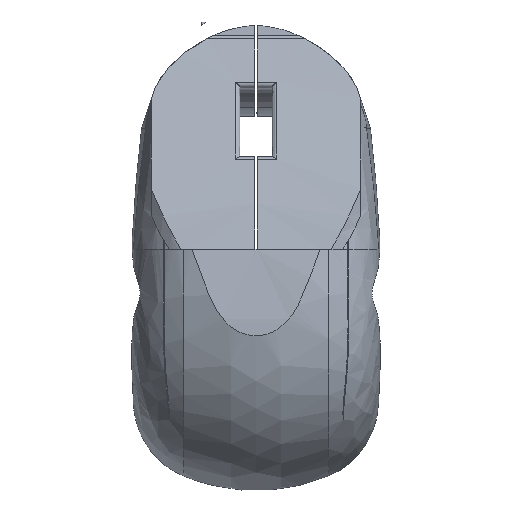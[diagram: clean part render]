
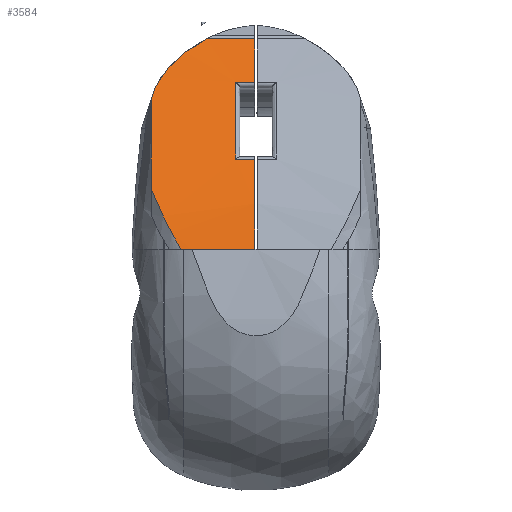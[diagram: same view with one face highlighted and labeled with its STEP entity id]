
A CAD part, top view. The second image highlights one B-rep face of the part: STEP entity #3584.
In plain terms, the highlighted free-form (B-spline) face has degree [3, 1] with [11, 2] control points.
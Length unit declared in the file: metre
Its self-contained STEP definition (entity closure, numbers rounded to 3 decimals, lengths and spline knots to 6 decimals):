
#26=B_SPLINE_SURFACE_WITH_KNOTS('',3,1,((#9488,#9489),(#9490,#9491),(#9492,
#9493),(#9494,#9495),(#9496,#9497),(#9498,#9499),(#9500,#9501),(#9502,#9503),
(#9504,#9505),(#9506,#9507),(#9508,#9509)),.SURF_OF_LINEAR_EXTRUSION.,.F.,
 .F.,.F.,(4,1,1,1,1,1,1,1,4),(2,2),(0.,0.120731,0.241462,
0.362193,0.482925,0.603656,0.724387,
0.845118,0.965849),(0.,1.),.UNSPECIFIED.);
#229=B_SPLINE_CURVE_WITH_KNOTS('',3,(#9335,#9336,#9337,#9338),
 .UNSPECIFIED.,.F.,.F.,(4,4),(0.,0.021341),.UNSPECIFIED.);
#236=B_SPLINE_CURVE_WITH_KNOTS('',3,(#9419,#9420,#9421,#9422,#9423,#9424),
 .UNSPECIFIED.,.F.,.F.,(4,1,1,4),(0.,0.345779,0.730302,
0.990133),.UNSPECIFIED.);
#240=B_SPLINE_CURVE_WITH_KNOTS('',3,(#9510,#9511,#9512,#9513,#9514,#9515),
 .UNSPECIFIED.,.F.,.F.,(4,1,1,4),(0.,0.345779,0.730302,
0.990133),.UNSPECIFIED.);
#241=B_SPLINE_CURVE_WITH_KNOTS('',3,(#9519,#9520,#9521,#9522,#9523,#9524,
#9525,#9526,#9527),.UNSPECIFIED.,.F.,.F.,(4,1,1,1,1,1,4),(0.001275,
0.006027,0.008403,0.010779,0.013155,
0.015531,0.020283),.UNSPECIFIED.);
#242=B_SPLINE_CURVE_WITH_KNOTS('',3,(#9529,#9530,#9531,#9532),
 .UNSPECIFIED.,.F.,.F.,(4,4),(0.,0.003015),.UNSPECIFIED.);
#243=B_SPLINE_CURVE_WITH_KNOTS('',3,(#9534,#9535,#9536,#9537,#9538,#9539),
 .UNSPECIFIED.,.F.,.F.,(4,1,1,4),(0.,0.345779,0.730302,
0.990133),.UNSPECIFIED.);
#244=B_SPLINE_CURVE_WITH_KNOTS('',3,(#9541,#9542,#9543,#9544,#9545),
 .UNSPECIFIED.,.F.,.F.,(4,1,4),(0.,0.008836,0.017672),
 .UNSPECIFIED.);
#245=B_SPLINE_CURVE_WITH_KNOTS('',3,(#9549,#9550,#9551,#9552),
 .UNSPECIFIED.,.F.,.F.,(4,4),(0.,0.000006),.UNSPECIFIED.);
#712=ORIENTED_EDGE('',*,*,#1703,.T.);
#713=ORIENTED_EDGE('',*,*,#1682,.T.);
#714=ORIENTED_EDGE('',*,*,#1679,.T.);
#715=ORIENTED_EDGE('',*,*,#1689,.T.);
#716=ORIENTED_EDGE('',*,*,#1729,.T.);
#717=ORIENTED_EDGE('',*,*,#1730,.F.);
#718=ORIENTED_EDGE('',*,*,#1731,.T.);
#719=ORIENTED_EDGE('',*,*,#1732,.T.);
#720=ORIENTED_EDGE('',*,*,#1733,.F.);
#721=ORIENTED_EDGE('',*,*,#1734,.T.);
#722=ORIENTED_EDGE('',*,*,#1735,.F.);
#723=ORIENTED_EDGE('',*,*,#1736,.T.);
#724=ORIENTED_EDGE('',*,*,#1737,.F.);
#1679=EDGE_CURVE('',#2190,#2188,#229,.T.);
#1682=EDGE_CURVE('',#2192,#2190,#2482,.T.);
#1689=EDGE_CURVE('',#2188,#2197,#2485,.F.);
#1703=EDGE_CURVE('',#2209,#2192,#236,.T.);
#1729=EDGE_CURVE('',#2197,#2230,#240,.T.);
#1730=EDGE_CURVE('',#2231,#2230,#2508,.F.);
#1731=EDGE_CURVE('',#2231,#2232,#241,.T.);
#1732=EDGE_CURVE('',#2232,#2233,#242,.T.);
#1733=EDGE_CURVE('',#2234,#2233,#243,.T.);
#1734=EDGE_CURVE('',#2234,#2235,#244,.T.);
#1735=EDGE_CURVE('',#2236,#2235,#2509,.T.);
#1736=EDGE_CURVE('',#2236,#2237,#245,.T.);
#1737=EDGE_CURVE('',#2209,#2237,#2510,.T.);
#2188=VERTEX_POINT('',#9333);
#2190=VERTEX_POINT('',#9339);
#2192=VERTEX_POINT('',#9352);
#2197=VERTEX_POINT('',#9364);
#2209=VERTEX_POINT('',#9425);
#2230=VERTEX_POINT('',#9516);
#2231=VERTEX_POINT('',#9518);
#2232=VERTEX_POINT('',#9528);
#2233=VERTEX_POINT('',#9533);
#2234=VERTEX_POINT('',#9540);
#2235=VERTEX_POINT('',#9546);
#2236=VERTEX_POINT('',#9548);
#2237=VERTEX_POINT('',#9553);
#2482=LINE('',#9351,#2765);
#2485=LINE('',#9365,#2768);
#2508=LINE('',#9517,#2791);
#2509=LINE('',#9547,#2792);
#2510=LINE('',#9554,#2793);
#2765=VECTOR('',#4245,1.);
#2768=VECTOR('',#4258,1.);
#2791=VECTOR('',#4313,1.);
#2792=VECTOR('',#4314,1.);
#2793=VECTOR('',#4315,1.);
#3040=EDGE_LOOP('',(#712,#713,#714,#715,#716,#717,#718,#719,#720,#721,#722,
#723,#724));
#3248=FACE_BOUND('',#3040,.T.);
#3584=ADVANCED_FACE('',(#3248),#26,.T.);
#4245=DIRECTION('',(-1.,0.,0.));
#4258=DIRECTION('',(-1.,0.,0.));
#4313=DIRECTION('',(-1.,0.,0.));
#4314=DIRECTION('',(-1.,0.,0.));
#4315=DIRECTION('',(-1.,0.,0.));
#9333=CARTESIAN_POINT('',(-0.005,0.041578,0.01224));
#9335=CARTESIAN_POINT('',(-0.005,0.022447,0.021696));
#9336=CARTESIAN_POINT('',(-0.005,0.028818,0.018532));
#9337=CARTESIAN_POINT('',(-0.005,0.035148,0.015284));
#9338=CARTESIAN_POINT('',(-0.005,0.041578,0.01224));
#9339=CARTESIAN_POINT('',(-0.005,0.022447,0.021696));
#9351=CARTESIAN_POINT('',(-0.00025,0.022447,0.021696));
#9352=CARTESIAN_POINT('',(-0.00025,0.022447,0.021696));
#9364=CARTESIAN_POINT('',(-0.00025,0.041578,0.01224));
#9365=CARTESIAN_POINT('',(-0.005,0.041578,0.01224));
#9419=CARTESIAN_POINT('',(-0.00025,0.,0.030908));
#9420=CARTESIAN_POINT('',(-0.00025,0.007181,0.028983));
#9421=CARTESIAN_POINT('',(-0.00025,0.018718,0.023745));
#9422=CARTESIAN_POINT('',(-0.00025,0.040181,0.012649));
#9423=CARTESIAN_POINT('',(-0.00025,0.051122,0.007902));
#9424=CARTESIAN_POINT('',(-0.00025,0.052857,0.006832));
#9425=CARTESIAN_POINT('',(-0.00025,0.000005,0.030906));
#9488=CARTESIAN_POINT('',(-0.00025,0.,0.030908));
#9489=CARTESIAN_POINT('',(-0.026,0.,0.030908));
#9490=CARTESIAN_POINT('',(-0.00025,0.002507,0.030235));
#9491=CARTESIAN_POINT('',(-0.026,0.002507,0.030235));
#9492=CARTESIAN_POINT('',(-0.00025,0.007104,0.028756));
#9493=CARTESIAN_POINT('',(-0.026,0.007104,0.028756));
#9494=CARTESIAN_POINT('',(-0.00025,0.01342,0.026105));
#9495=CARTESIAN_POINT('',(-0.026,0.01342,0.026105));
#9496=CARTESIAN_POINT('',(-0.00025,0.019872,0.022987));
#9497=CARTESIAN_POINT('',(-0.026,0.019872,0.022987));
#9498=CARTESIAN_POINT('',(-0.00025,0.027029,0.019411));
#9499=CARTESIAN_POINT('',(-0.026,0.027029,0.019411));
#9500=CARTESIAN_POINT('',(-0.00025,0.034398,0.015714));
#9501=CARTESIAN_POINT('',(-0.026,0.034398,0.015714));
#9502=CARTESIAN_POINT('',(-0.00025,0.04157,0.012207));
#9503=CARTESIAN_POINT('',(-0.026,0.04157,0.012207));
#9504=CARTESIAN_POINT('',(-0.00025,0.048144,0.009207));
#9505=CARTESIAN_POINT('',(-0.026,0.048144,0.009207));
#9506=CARTESIAN_POINT('',(-0.00025,0.051273,0.007723));
#9507=CARTESIAN_POINT('',(-0.026,0.051273,0.007723));
#9508=CARTESIAN_POINT('',(-0.00025,0.052303,0.007154));
#9509=CARTESIAN_POINT('',(-0.026,0.052303,0.007154));
#9510=CARTESIAN_POINT('',(-0.00025,0.,0.030908));
#9511=CARTESIAN_POINT('',(-0.00025,0.007181,0.028983));
#9512=CARTESIAN_POINT('',(-0.00025,0.018718,0.023745));
#9513=CARTESIAN_POINT('',(-0.00025,0.040181,0.012649));
#9514=CARTESIAN_POINT('',(-0.00025,0.051122,0.007902));
#9515=CARTESIAN_POINT('',(-0.00025,0.052857,0.006832));
#9516=CARTESIAN_POINT('',(-0.00025,0.052303,0.007154));
#9517=CARTESIAN_POINT('',(0.026,0.052303,0.007154));
#9518=CARTESIAN_POINT('',(-0.012257,0.052303,0.007154));
#9519=CARTESIAN_POINT('',(-0.012257,0.052303,0.007154));
#9520=CARTESIAN_POINT('',(-0.013626,0.051593,0.007545));
#9521=CARTESIAN_POINT('',(-0.015625,0.050434,0.008115));
#9522=CARTESIAN_POINT('',(-0.018088,0.048627,0.008967));
#9523=CARTESIAN_POINT('',(-0.019802,0.047092,0.009678));
#9524=CARTESIAN_POINT('',(-0.021401,0.045485,0.010419));
#9525=CARTESIAN_POINT('',(-0.02336,0.043231,0.01146));
#9526=CARTESIAN_POINT('',(-0.024511,0.041341,0.012349));
#9527=CARTESIAN_POINT('',(-0.025145,0.04,0.012993));
#9528=CARTESIAN_POINT('',(-0.025145,0.04,0.012993));
#9529=CARTESIAN_POINT('',(-0.025145,0.04,0.012993));
#9530=CARTESIAN_POINT('',(-0.025431,0.039131,0.01341));
#9531=CARTESIAN_POINT('',(-0.025715,0.038264,0.01383));
#9532=CARTESIAN_POINT('',(-0.026,0.037398,0.014253));
#9533=CARTESIAN_POINT('',(-0.026,0.037398,0.014253));
#9534=CARTESIAN_POINT('',(-0.026,0.,0.030908));
#9535=CARTESIAN_POINT('',(-0.026,0.007181,0.028983));
#9536=CARTESIAN_POINT('',(-0.026,0.018718,0.023745));
#9537=CARTESIAN_POINT('',(-0.026,0.040181,0.012649));
#9538=CARTESIAN_POINT('',(-0.026,0.051122,0.007902));
#9539=CARTESIAN_POINT('',(-0.026,0.052857,0.006832));
#9540=CARTESIAN_POINT('',(-0.026,0.014994,0.025315));
#9541=CARTESIAN_POINT('',(-0.026,0.014994,0.025315));
#9542=CARTESIAN_POINT('',(-0.025032,0.012471,0.026491));
#9543=CARTESIAN_POINT('',(-0.022778,0.007466,0.028658));
#9544=CARTESIAN_POINT('',(-0.020101,0.002454,0.03025));
#9545=CARTESIAN_POINT('',(-0.018605,0.,0.030908));
#9546=CARTESIAN_POINT('',(-0.018605,0.,0.030908));
#9547=CARTESIAN_POINT('',(0.026,0.,0.030908));
#9548=CARTESIAN_POINT('',(-0.01601,0.,0.030908));
#9549=CARTESIAN_POINT('',(-0.01601,0.,0.030908));
#9550=CARTESIAN_POINT('',(-0.016011,0.000002,0.030907));
#9551=CARTESIAN_POINT('',(-0.016012,0.000004,0.030907));
#9552=CARTESIAN_POINT('',(-0.016012,0.000005,0.030906));
#9553=CARTESIAN_POINT('',(-0.016012,0.000005,0.030906));
#9554=CARTESIAN_POINT('',(0.026,0.000005,0.030906));
